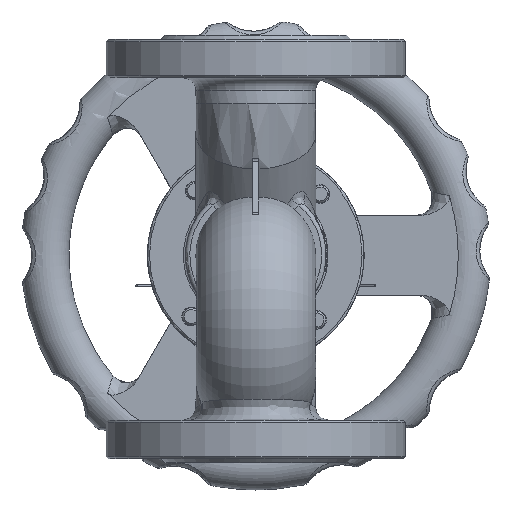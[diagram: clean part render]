
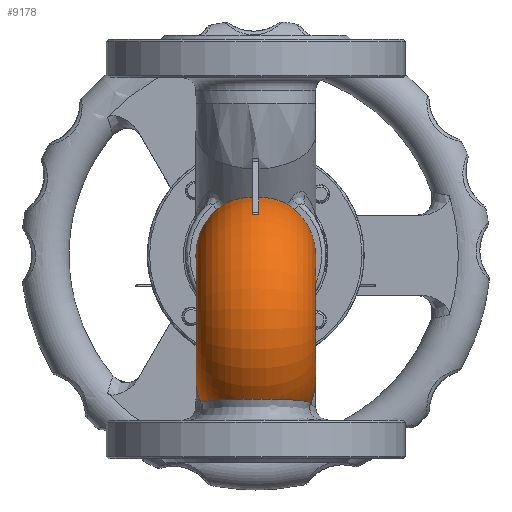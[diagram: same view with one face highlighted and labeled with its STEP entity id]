
A CAD part, front view. The second image highlights one B-rep face of the part: STEP entity #9178.
In plain terms, the highlighted toroidal (fillet/blend) face has major radius 30 mm and minor radius 28 mm.
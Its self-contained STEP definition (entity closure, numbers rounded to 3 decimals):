
#373=B_SPLINE_CURVE_WITH_KNOTS('',3,(#14947,#14948,#14949,#14950,#14951,
#14952,#14953,#14954,#14955,#14956,#14957,#14958,#14959,#14960,#14961,#14962),
 .UNSPECIFIED.,.F.,.F.,(4,1,1,1,1,1,1,1,1,1,1,1,1,4),(-10.135,
-8.687,-7.239,-6.515,-5.791,
-5.309,-4.826,-4.343,-3.861,
-3.378,-2.896,-2.172,-1.448,
0.),.UNSPECIFIED.);
#375=B_SPLINE_CURVE_WITH_KNOTS('',3,(#14987,#14988,#14989,#14990,#14991,
#14992,#14993,#14994),.UNSPECIFIED.,.F.,.F.,(4,2,2,4),(0.,0.229,
0.356,0.483),.UNSPECIFIED.);
#376=B_SPLINE_CURVE_WITH_KNOTS('',3,(#14996,#14997,#14998,#14999,#15000,
#15001,#15002,#15003,#15004,#15005,#15006,#15007,#15008,#15009,#15010,#15011,
#15012,#15013),.UNSPECIFIED.,.F.,.F.,(4,2,2,2,2,2,2,2,4),(0.25,
0.849,1.507,1.797,2.,2.206,
2.502,3.151,3.743),.UNSPECIFIED.);
#377=B_SPLINE_CURVE_WITH_KNOTS('',3,(#15015,#15016,#15017,#15018,#15019,
#15020,#15021,#15022),.UNSPECIFIED.,.F.,.F.,(4,2,2,4),(0.,0.241,
0.362,0.483),.UNSPECIFIED.);
#378=B_SPLINE_CURVE_WITH_KNOTS('',3,(#15029,#15030,#15031,#15032),
 .UNSPECIFIED.,.F.,.F.,(4,4),(-24.929,-24.607),
 .UNSPECIFIED.);
#379=B_SPLINE_CURVE_WITH_KNOTS('',3,(#15035,#15036,#15037,#15038),
 .UNSPECIFIED.,.F.,.F.,(4,4),(-19.88,-19.558),
 .UNSPECIFIED.);
#664=FACE_BOUND('',#2360,.T.);
#1764=FACE_OUTER_BOUND('',#2359,.T.);
#2359=EDGE_LOOP('',(#5950,#5951,#5952,#5953,#5954,#5955,#5956,#5957,#5958,
#5959));
#2360=EDGE_LOOP('',(#5960,#5961,#5962,#5963));
#3047=CIRCLE('',#9942,28.);
#3048=CIRCLE('',#9943,2.);
#3049=CIRCLE('',#9944,28.);
#3050=CIRCLE('',#9945,28.);
#3051=CIRCLE('',#9946,28.);
#3052=CIRCLE('',#9947,57.96);
#3053=CIRCLE('',#9948,57.96);
#3712=VERTEX_POINT('',#14445);
#3713=VERTEX_POINT('',#14447);
#3715=VERTEX_POINT('',#14980);
#3716=VERTEX_POINT('',#14982);
#3717=VERTEX_POINT('',#14984);
#3718=VERTEX_POINT('',#14986);
#3719=VERTEX_POINT('',#14995);
#3720=VERTEX_POINT('',#15014);
#3721=VERTEX_POINT('',#15025);
#3722=VERTEX_POINT('',#15026);
#3723=VERTEX_POINT('',#15028);
#3724=VERTEX_POINT('',#15033);
#4556=EDGE_CURVE('',#3713,#3712,#373,.T.);
#4558=EDGE_CURVE('',#3715,#3713,#3047,.T.);
#4559=EDGE_CURVE('',#3715,#3716,#3048,.T.);
#4560=EDGE_CURVE('',#3717,#3716,#3049,.T.);
#4561=EDGE_CURVE('',#3717,#3718,#375,.T.);
#4562=EDGE_CURVE('',#3719,#3718,#376,.T.);
#4563=EDGE_CURVE('',#3719,#3720,#377,.T.);
#4564=EDGE_CURVE('',#3716,#3720,#3050,.T.);
#4565=EDGE_CURVE('',#3712,#3715,#3051,.T.);
#4566=EDGE_CURVE('',#3721,#3722,#3052,.T.);
#4567=EDGE_CURVE('',#3723,#3722,#378,.T.);
#4568=EDGE_CURVE('',#3723,#3724,#3053,.T.);
#4569=EDGE_CURVE('',#3721,#3724,#379,.T.);
#5950=ORIENTED_EDGE('',*,*,#4556,.F.);
#5951=ORIENTED_EDGE('',*,*,#4558,.F.);
#5952=ORIENTED_EDGE('',*,*,#4559,.T.);
#5953=ORIENTED_EDGE('',*,*,#4560,.F.);
#5954=ORIENTED_EDGE('',*,*,#4561,.T.);
#5955=ORIENTED_EDGE('',*,*,#4562,.F.);
#5956=ORIENTED_EDGE('',*,*,#4563,.T.);
#5957=ORIENTED_EDGE('',*,*,#4564,.F.);
#5958=ORIENTED_EDGE('',*,*,#4559,.F.);
#5959=ORIENTED_EDGE('',*,*,#4565,.F.);
#5960=ORIENTED_EDGE('',*,*,#4566,.T.);
#5961=ORIENTED_EDGE('',*,*,#4567,.F.);
#5962=ORIENTED_EDGE('',*,*,#4568,.T.);
#5963=ORIENTED_EDGE('',*,*,#4569,.F.);
#8572=TOROIDAL_SURFACE('',#9941,30.,28.);
#9178=ADVANCED_FACE('',(#1764,#664),#8572,.T.);
#9941=AXIS2_PLACEMENT_3D('',#14979,#11146,#11147);
#9942=AXIS2_PLACEMENT_3D('',#14981,#11148,#11149);
#9943=AXIS2_PLACEMENT_3D('',#14983,#11150,#11151);
#9944=AXIS2_PLACEMENT_3D('',#14985,#11152,#11153);
#9945=AXIS2_PLACEMENT_3D('',#15023,#11154,#11155);
#9946=AXIS2_PLACEMENT_3D('',#15024,#11156,#11157);
#9947=AXIS2_PLACEMENT_3D('',#15027,#11158,#11159);
#9948=AXIS2_PLACEMENT_3D('',#15034,#11160,#11161);
#11146=DIRECTION('center_axis',(1.,0.,0.));
#11147=DIRECTION('ref_axis',(0.,0.,-1.));
#11148=DIRECTION('center_axis',(0.,0.943,-0.333));
#11149=DIRECTION('ref_axis',(1.,0.,0.));
#11150=DIRECTION('center_axis',(-1.,0.,0.));
#11151=DIRECTION('ref_axis',(0.,0.,-1.));
#11152=DIRECTION('center_axis',(0.,1.,0.));
#11153=DIRECTION('ref_axis',(1.,0.,0.));
#11154=DIRECTION('center_axis',(0.,1.,0.));
#11155=DIRECTION('ref_axis',(1.,0.,0.));
#11156=DIRECTION('center_axis',(0.,0.943,-0.333));
#11157=DIRECTION('ref_axis',(1.,0.,0.));
#11158=DIRECTION('center_axis',(-1.,0.,0.));
#11159=DIRECTION('ref_axis',(0.,0.,-1.));
#11160=DIRECTION('center_axis',(1.,0.,0.));
#11161=DIRECTION('ref_axis',(0.,0.,-1.));
#14445=CARTESIAN_POINT('',(-25.66,-13.735,-151.736));
#14447=CARTESIAN_POINT('',(25.66,-13.735,-151.736));
#14947=CARTESIAN_POINT('Ctrl Pts',(25.66,-13.735,-151.736));
#14948=CARTESIAN_POINT('Ctrl Pts',(25.088,-18.184,-151.554));
#14949=CARTESIAN_POINT('Ctrl Pts',(23.229,-26.824,-151.078));
#14950=CARTESIAN_POINT('Ctrl Pts',(17.862,-36.063,-150.564));
#14951=CARTESIAN_POINT('Ctrl Pts',(11.514,-41.329,-150.297));
#14952=CARTESIAN_POINT('Ctrl Pts',(6.617,-43.582,-150.187));
#14953=CARTESIAN_POINT('Ctrl Pts',(1.979,-44.485,-150.144));
#14954=CARTESIAN_POINT('Ctrl Pts',(-2.005,-44.483,
-150.144));
#14955=CARTESIAN_POINT('Ctrl Pts',(-5.986,-43.699,
-150.182));
#14956=CARTESIAN_POINT('Ctrl Pts',(-9.697,-42.201,-150.254));
#14957=CARTESIAN_POINT('Ctrl Pts',(-13.154,-40.008,-150.364));
#14958=CARTESIAN_POINT('Ctrl Pts',(-16.687,-36.814,
-150.528));
#14959=CARTESIAN_POINT('Ctrl Pts',(-20.029,-32.343,-150.77));
#14960=CARTESIAN_POINT('Ctrl Pts',(-23.679,-24.682,
-151.197));
#14961=CARTESIAN_POINT('Ctrl Pts',(-25.088,-18.183,
-151.554));
#14962=CARTESIAN_POINT('Ctrl Pts',(-25.66,-13.735,
-151.736));
#14979=CARTESIAN_POINT('Origin',(0.,0.,-112.888));
#14980=CARTESIAN_POINT('',(0.,-0.667,-114.774));
#14981=CARTESIAN_POINT('Origin',(0.,-10.,-141.173));
#14982=CARTESIAN_POINT('',(0.,0.,-110.888));
#14983=CARTESIAN_POINT('Origin',(0.,0.,
-112.888));
#14984=CARTESIAN_POINT('',(18.144,0.,-61.562));
#14985=CARTESIAN_POINT('Origin',(0.,0.,-82.888));
#14986=CARTESIAN_POINT('',(14.627,-1.809,-59.043));
#14987=CARTESIAN_POINT('Ctrl Pts',(18.144,0.,
-61.562));
#14988=CARTESIAN_POINT('Ctrl Pts',(17.562,0.,
-61.067));
#14989=CARTESIAN_POINT('Ctrl Pts',(16.965,-0.146,
-60.601));
#14990=CARTESIAN_POINT('Ctrl Pts',(16.068,-0.584,
-59.957));
#14991=CARTESIAN_POINT('Ctrl Pts',(15.757,-0.78,
-59.745));
#14992=CARTESIAN_POINT('Ctrl Pts',(15.165,-1.245,-59.362));
#14993=CARTESIAN_POINT('Ctrl Pts',(14.885,-1.512,-59.191));
#14994=CARTESIAN_POINT('Ctrl Pts',(14.627,-1.809,-59.043));
#14995=CARTESIAN_POINT('',(-14.627,-1.809,-59.043));
#14996=CARTESIAN_POINT('Ctrl Pts',(-14.627,-1.809,
-59.043));
#14997=CARTESIAN_POINT('Ctrl Pts',(-13.399,-3.221,-58.338));
#14998=CARTESIAN_POINT('Ctrl Pts',(-12.014,-4.534,
-57.717));
#14999=CARTESIAN_POINT('Ctrl Pts',(-8.745,-6.898,
-56.634));
#15000=CARTESIAN_POINT('Ctrl Pts',(-6.843,-7.897,
-56.2));
#15001=CARTESIAN_POINT('Ctrl Pts',(-3.86,-8.797,
-55.814));
#15002=CARTESIAN_POINT('Ctrl Pts',(-2.927,-8.997,
-55.729));
#15003=CARTESIAN_POINT('Ctrl Pts',(-1.308,-9.196,
-55.645));
#15004=CARTESIAN_POINT('Ctrl Pts',(-0.635,-9.236,
-55.627));
#15005=CARTESIAN_POINT('Ctrl Pts',(0.72,-9.233,
-55.629));
#15006=CARTESIAN_POINT('Ctrl Pts',(1.398,-9.188,-55.648));
#15007=CARTESIAN_POINT('Ctrl Pts',(3.043,-8.976,-55.738));
#15008=CARTESIAN_POINT('Ctrl Pts',(3.997,-8.765,-55.828));
#15009=CARTESIAN_POINT('Ctrl Pts',(6.961,-7.839,-56.225));
#15010=CARTESIAN_POINT('Ctrl Pts',(8.829,-6.845,-56.658));
#15011=CARTESIAN_POINT('Ctrl Pts',(12.046,-4.504,-57.731));
#15012=CARTESIAN_POINT('Ctrl Pts',(13.413,-3.205,-58.346));
#15013=CARTESIAN_POINT('Ctrl Pts',(14.627,-1.809,-59.043));
#15014=CARTESIAN_POINT('',(-18.144,0.,-61.562));
#15015=CARTESIAN_POINT('Ctrl Pts',(-14.627,-1.809,
-59.043));
#15016=CARTESIAN_POINT('Ctrl Pts',(-15.12,-1.242,
-59.326));
#15017=CARTESIAN_POINT('Ctrl Pts',(-15.686,-0.789,
-59.688));
#15018=CARTESIAN_POINT('Ctrl Pts',(-16.592,-0.321,
-60.332));
#15019=CARTESIAN_POINT('Ctrl Pts',(-16.902,-0.201,
-60.562));
#15020=CARTESIAN_POINT('Ctrl Pts',(-17.525,-0.041,
-61.047));
#15021=CARTESIAN_POINT('Ctrl Pts',(-17.837,0.,
-61.301));
#15022=CARTESIAN_POINT('Ctrl Pts',(-18.144,0.,
-61.562));
#15023=CARTESIAN_POINT('Origin',(0.,0.,-82.888));
#15024=CARTESIAN_POINT('Origin',(0.,-10.,-141.173));
#15025=CARTESIAN_POINT('',(-1.5,-30.667,-63.706));
#15026=CARTESIAN_POINT('',(-1.5,-18.259,-57.88));
#15027=CARTESIAN_POINT('Origin',(-1.5,0.,-112.888));
#15028=CARTESIAN_POINT('',(1.5,-18.259,-57.88));
#15029=CARTESIAN_POINT('Ctrl Pts',(1.5,-18.259,-57.88));
#15030=CARTESIAN_POINT('Ctrl Pts',(0.502,-18.234,
-57.815));
#15031=CARTESIAN_POINT('Ctrl Pts',(-0.502,-18.234,
-57.815));
#15032=CARTESIAN_POINT('Ctrl Pts',(-1.5,-18.259,
-57.88));
#15033=CARTESIAN_POINT('',(1.5,-30.667,-63.706));
#15034=CARTESIAN_POINT('Origin',(1.5,0.,-112.888));
#15035=CARTESIAN_POINT('Ctrl Pts',(-1.5,-30.667,-63.706));
#15036=CARTESIAN_POINT('Ctrl Pts',(-0.502,-30.635,
-63.623));
#15037=CARTESIAN_POINT('Ctrl Pts',(0.502,-30.635,
-63.623));
#15038=CARTESIAN_POINT('Ctrl Pts',(1.5,-30.667,-63.706));
